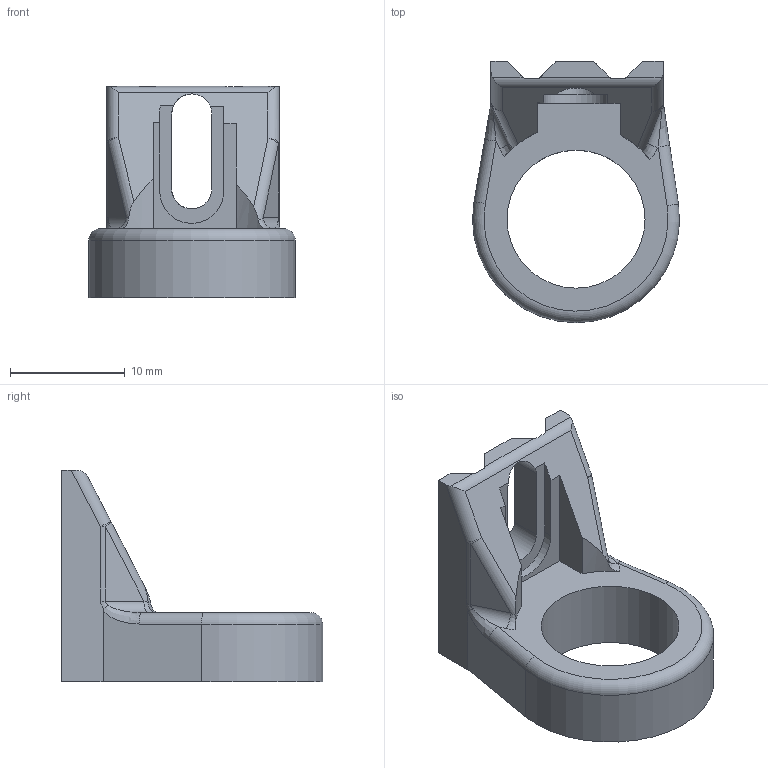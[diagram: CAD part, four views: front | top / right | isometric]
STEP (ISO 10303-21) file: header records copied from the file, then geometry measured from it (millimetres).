
FILE_DESCRIPTION(('STEP AP214'),'1');
FILE_NAME('Induction sensor mount.stp','2017-10-17T13:24:12',(' '),(' '),'Spatial InterOp 3D',' ',' ');
FILE_SCHEMA(('automotive_design'));
Length unit declared in the file: millimetre
Products named in the file (1): Induction sensor mount
Bounding box: 18 x 22.71 x 18.36 mm (x, y, z)
Volume: 1887.7 mm3; surface area: 1623.4 mm2
Topology: 1 solids, 1 shells, 59 faces, 163 edges, 104 vertices
Faces by surface type: plane 30, cylinder 20, bspline 6, sphere 2, torus 1
Full cylindrical faces by diameter (mm): 12 x1
Entity records: 2730 total; most frequent: CARTESIAN_POINT 733, ORIENTED_EDGE 324, DIRECTION 312, EDGE_CURVE 162, AXIS2_PLACEMENT_3D 109, VERTEX_POINT 104, LINE 94, VECTOR 94
